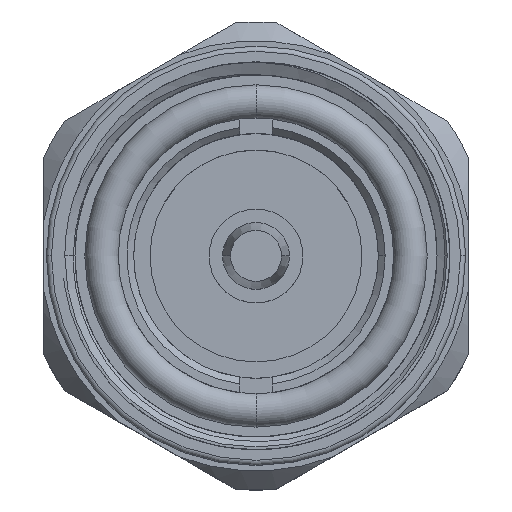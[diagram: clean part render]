
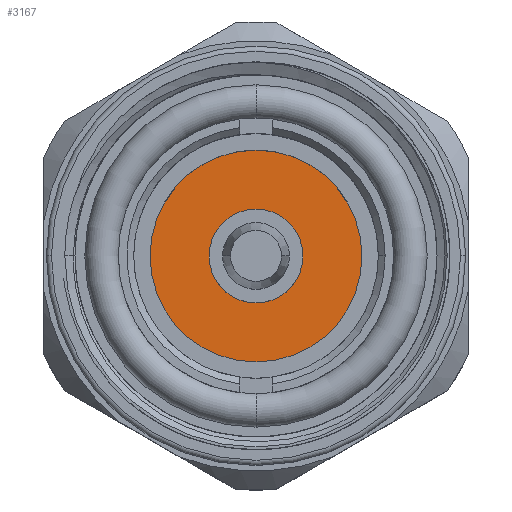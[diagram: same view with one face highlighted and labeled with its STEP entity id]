
A CAD part, top view. The second image highlights one B-rep face of the part: STEP entity #3167.
In plain terms, the highlighted face is planar.
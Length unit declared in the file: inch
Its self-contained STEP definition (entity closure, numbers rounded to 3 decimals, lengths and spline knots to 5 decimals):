
#964 = ORIENTED_EDGE ( 'NONE', *, *, #6120, .T. ) ;
#1403 = VERTEX_POINT ( 'NONE', #3585 ) ;
#1843 = CARTESIAN_POINT ( 'NONE',  ( 0.563, 0., 0. ) ) ;
#1880 = DIRECTION ( 'NONE',  ( 0., 0., -1. ) ) ;
#2147 = VERTEX_POINT ( 'NONE', #11455 ) ;
#2209 = DIRECTION ( 'NONE',  ( -1., 0., 0. ) ) ;
#2314 = CARTESIAN_POINT ( 'NONE',  ( 0.563, 0., 0. ) ) ;
#2424 = DIRECTION ( 'NONE',  ( 0., 0., -1. ) ) ;
#2459 = FACE_BOUND ( 'NONE', #7134, .T. ) ;
#2499 = EDGE_CURVE ( 'NONE', #2147, #10047, #6486, .T. ) ;
#2577 = AXIS2_PLACEMENT_3D ( 'NONE', #7771, #2209, #11369 ) ;
#2580 = CIRCLE ( 'NONE', #2577, 0.31201 ) ;
#3167 = ADVANCED_FACE ( 'NONE', ( #2459, #8798 ), #10564, .F. ) ;
#3227 = DIRECTION ( 'NONE',  ( -1., 0., 0. ) ) ;
#3228 = DIRECTION ( 'NONE',  ( -1., 0., 0. ) ) ;
#3445 = CIRCLE ( 'NONE', #7811, 0.31201 ) ;
#3448 = AXIS2_PLACEMENT_3D ( 'NONE', #2314, #3228, #2424 ) ;
#3585 = CARTESIAN_POINT ( 'NONE',  ( 0.563, 0., 0.31201 ) ) ;
#5572 = EDGE_CURVE ( 'NONE', #10047, #2147, #10515, .T. ) ;
#6120 = EDGE_CURVE ( 'NONE', #1403, #7726, #3445, .T. ) ;
#6217 = EDGE_LOOP ( 'NONE', ( #964, #11710 ) ) ;
#6486 = CIRCLE ( 'NONE', #3448, 0.138 ) ;
#6966 = AXIS2_PLACEMENT_3D ( 'NONE', #1843, #10966, #1880 ) ;
#6986 = CARTESIAN_POINT ( 'NONE',  ( 0.563, 0., 0. ) ) ;
#7134 = EDGE_LOOP ( 'NONE', ( #9621, #7764 ) ) ;
#7726 = VERTEX_POINT ( 'NONE', #10952 ) ;
#7764 = ORIENTED_EDGE ( 'NONE', *, *, #2499, .F. ) ;
#7771 = CARTESIAN_POINT ( 'NONE',  ( 0.563, 0., 0. ) ) ;
#7811 = AXIS2_PLACEMENT_3D ( 'NONE', #6986, #3227, #10678 ) ;
#8669 = DIRECTION ( 'NONE',  ( 0., 0., -1. ) ) ;
#8798 = FACE_OUTER_BOUND ( 'NONE', #6217, .T. ) ;
#9540 = CARTESIAN_POINT ( 'NONE',  ( 0.563, 0., 0. ) ) ;
#9621 = ORIENTED_EDGE ( 'NONE', *, *, #5572, .F. ) ;
#9822 = CARTESIAN_POINT ( 'NONE',  ( 0.563, 0., -0.138 ) ) ;
#10047 = VERTEX_POINT ( 'NONE', #9822 ) ;
#10515 = CIRCLE ( 'NONE', #6966, 0.138 ) ;
#10564 = PLANE ( 'NONE',  #10807 ) ;
#10678 = DIRECTION ( 'NONE',  ( 0., 0., -1. ) ) ;
#10807 = AXIS2_PLACEMENT_3D ( 'NONE', #9540, #11483, #8669 ) ;
#10952 = CARTESIAN_POINT ( 'NONE',  ( 0.563, 0., -0.31201 ) ) ;
#10966 = DIRECTION ( 'NONE',  ( -1., 0., 0. ) ) ;
#11369 = DIRECTION ( 'NONE',  ( 0., 0., -1. ) ) ;
#11455 = CARTESIAN_POINT ( 'NONE',  ( 0.563, 0., 0.138 ) ) ;
#11483 = DIRECTION ( 'NONE',  ( 1., 0., 0. ) ) ;
#11710 = ORIENTED_EDGE ( 'NONE', *, *, #11840, .T. ) ;
#11840 = EDGE_CURVE ( 'NONE', #7726, #1403, #2580, .T. ) ;
